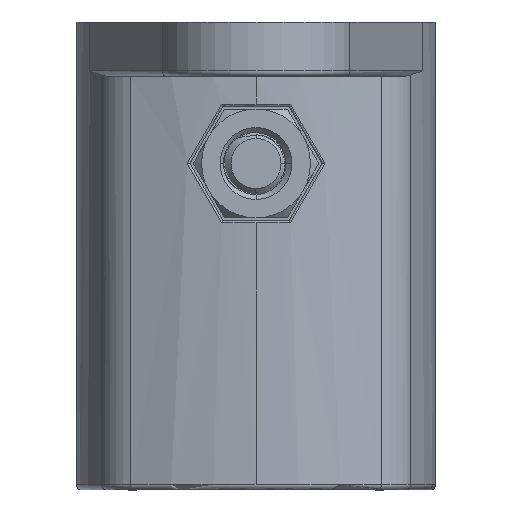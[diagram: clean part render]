
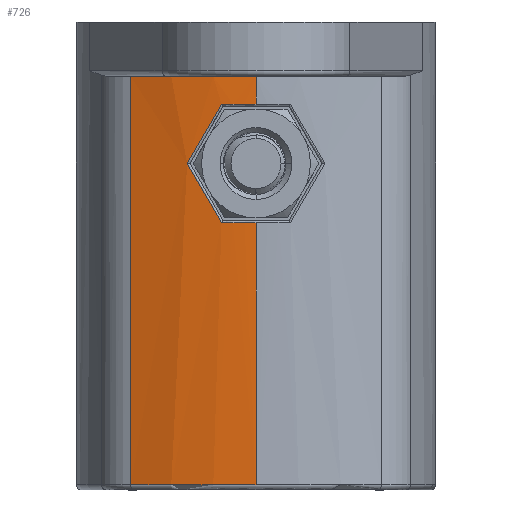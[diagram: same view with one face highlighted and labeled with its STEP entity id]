
A CAD part, left-side view. The second image highlights one B-rep face of the part: STEP entity #726.
In plain terms, the highlighted cylindrical face has radius 30 mm (diameter 60 mm), a partial arc.
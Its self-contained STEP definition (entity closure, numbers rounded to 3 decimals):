
#189 = EDGE_CURVE ( 'NONE', #16623, #9631, #3808, .T. ) ;
#258 = CIRCLE ( 'NONE', #2947, 30. ) ;
#426 = DIRECTION ( 'NONE',  ( 0., 0., -1. ) ) ;
#501 = ORIENTED_EDGE ( 'NONE', *, *, #9010, .F. ) ;
#710 = ORIENTED_EDGE ( 'NONE', *, *, #4086, .T. ) ;
#726 = ADVANCED_FACE ( 'NONE', ( #6971 ), #5798, .T. ) ;
#728 = CARTESIAN_POINT ( 'NONE',  ( 13.5, 0., 0. ) ) ;
#1155 = CARTESIAN_POINT ( 'NONE',  ( -16.332, 3.168, 35.45 ) ) ;
#1507 = VERTEX_POINT ( 'NONE', #16001 ) ;
#1822 = ORIENTED_EDGE ( 'NONE', *, *, #5167, .F. ) ;
#1970 = EDGE_LOOP ( 'NONE', ( #1822, #2058, #7806, #501, #7946, #9364, #2204, #13010, #710 ) ) ;
#2058 = ORIENTED_EDGE ( 'NONE', *, *, #12883, .T. ) ;
#2204 = ORIENTED_EDGE ( 'NONE', *, *, #13742, .T. ) ;
#2738 = DIRECTION ( 'NONE',  ( 0., 0., -1. ) ) ;
#2947 = AXIS2_PLACEMENT_3D ( 'NONE', #10832, #426, #14481 ) ;
#3154 = LINE ( 'NONE', #4577, #16000 ) ;
#3257 = DIRECTION ( 'NONE',  ( -1., 0., 0. ) ) ;
#3792 = CARTESIAN_POINT ( 'NONE',  ( -14.206, 11.506, 38. ) ) ;
#3808 = CIRCLE ( 'NONE', #15454, 30. ) ;
#3859 = CARTESIAN_POINT ( 'NONE',  ( -16.5, 0., 0. ) ) ;
#3993 = EDGE_CURVE ( 'NONE', #1507, #6458, #11385, .T. ) ;
#4086 = EDGE_CURVE ( 'NONE', #9631, #5268, #3154, .T. ) ;
#4333 = B_SPLINE_CURVE_WITH_KNOTS ( 'NONE', 3,
 ( #13818, #8481, #14923, #12638 ),
 .UNSPECIFIED., .F., .F.,
 ( 4, 4 ),
 ( 0., 1. ),
 .UNSPECIFIED. ) ;
#4577 = CARTESIAN_POINT ( 'NONE',  ( -14.206, 11.506, 38. ) ) ;
#5167 = EDGE_CURVE ( 'NONE', #11595, #5268, #7993, .T. ) ;
#5268 = VERTEX_POINT ( 'NONE', #15908 ) ;
#5561 = LINE ( 'NONE', #3859, #12241 ) ;
#5784 = CARTESIAN_POINT ( 'NONE',  ( -16.5, 0., 0.5 ) ) ;
#5798 = CYLINDRICAL_SURFACE ( 'NONE', #7612, 30. ) ;
#6458 = VERTEX_POINT ( 'NONE', #9501 ) ;
#6641 = CARTESIAN_POINT ( 'NONE',  ( -16.5, 0., 35.45 ) ) ;
#6889 = AXIS2_PLACEMENT_3D ( 'NONE', #14110, #13109, #7759 ) ;
#6918 = VERTEX_POINT ( 'NONE', #14046 ) ;
#6971 = FACE_OUTER_BOUND ( 'NONE', #1970, .T. ) ;
#7039 = AXIS2_PLACEMENT_3D ( 'NONE', #11804, #10699, #9256 ) ;
#7612 = AXIS2_PLACEMENT_3D ( 'NONE', #728, #8422, #3257 ) ;
#7759 = DIRECTION ( 'NONE',  ( -0.924, -0.384, 0. ) ) ;
#7806 = ORIENTED_EDGE ( 'NONE', *, *, #3993, .F. ) ;
#7825 = VERTEX_POINT ( 'NONE', #6641 ) ;
#7903 = DIRECTION ( 'NONE',  ( -0.924, -0.384, 0. ) ) ;
#7946 = ORIENTED_EDGE ( 'NONE', *, *, #13663, .T. ) ;
#7993 = CIRCLE ( 'NONE', #6889, 30. ) ;
#8144 = CARTESIAN_POINT ( 'NONE',  ( -16.5, 0., 0. ) ) ;
#8422 = DIRECTION ( 'NONE',  ( 0., 0., 1. ) ) ;
#8481 = CARTESIAN_POINT ( 'NONE',  ( -16.051, 5.282, 28.188 ) ) ;
#9010 = EDGE_CURVE ( 'NONE', #10892, #1507, #4333, .T. ) ;
#9030 = DIRECTION ( 'NONE',  ( 0., 0., 1. ) ) ;
#9256 = DIRECTION ( 'NONE',  ( -0.994, 0.106, 0. ) ) ;
#9364 = ORIENTED_EDGE ( 'NONE', *, *, #10953, .F. ) ;
#9409 = DIRECTION ( 'NONE',  ( 0., 0., 1. ) ) ;
#9501 = CARTESIAN_POINT ( 'NONE',  ( -16.5, 0., 24.55 ) ) ;
#9631 = VERTEX_POINT ( 'NONE', #3792 ) ;
#10135 = CARTESIAN_POINT ( 'NONE',  ( -16.207, 4.35, 33.416 ) ) ;
#10269 = CARTESIAN_POINT ( 'NONE',  ( -16.5, 0., 38. ) ) ;
#10677 = VECTOR ( 'NONE', #9409, 1000. ) ;
#10699 = DIRECTION ( 'NONE',  ( 0., 0., 1. ) ) ;
#10832 = CARTESIAN_POINT ( 'NONE',  ( 13.5, 0., 35.45 ) ) ;
#10892 = VERTEX_POINT ( 'NONE', #13908 ) ;
#10953 = EDGE_CURVE ( 'NONE', #7825, #6918, #258, .T. ) ;
#11385 = CIRCLE ( 'NONE', #7039, 30. ) ;
#11410 = CARTESIAN_POINT ( 'NONE',  ( -15.823, 6.335, 30. ) ) ;
#11595 = VERTEX_POINT ( 'NONE', #5784 ) ;
#11804 = CARTESIAN_POINT ( 'NONE',  ( 13.5, 0., 24.55 ) ) ;
#12241 = VECTOR ( 'NONE', #9030, 1000. ) ;
#12638 = CARTESIAN_POINT ( 'NONE',  ( -16.332, 3.168, 24.55 ) ) ;
#12883 = EDGE_CURVE ( 'NONE', #11595, #6458, #14748, .T. ) ;
#13010 = ORIENTED_EDGE ( 'NONE', *, *, #189, .T. ) ;
#13109 = DIRECTION ( 'NONE',  ( 0., 0., -1. ) ) ;
#13272 = B_SPLINE_CURVE_WITH_KNOTS ( 'NONE', 3,
 ( #11410, #16600, #10135, #1155 ),
 .UNSPECIFIED., .F., .F.,
 ( 4, 4 ),
 ( 0., 1. ),
 .UNSPECIFIED. ) ;
#13492 = DIRECTION ( 'NONE',  ( 0., 0., -1. ) ) ;
#13663 = EDGE_CURVE ( 'NONE', #10892, #6918, #13272, .T. ) ;
#13742 = EDGE_CURVE ( 'NONE', #7825, #16623, #5561, .T. ) ;
#13818 = CARTESIAN_POINT ( 'NONE',  ( -15.823, 6.335, 30. ) ) ;
#13908 = CARTESIAN_POINT ( 'NONE',  ( -15.823, 6.335, 30. ) ) ;
#14046 = CARTESIAN_POINT ( 'NONE',  ( -16.332, 3.168, 35.45 ) ) ;
#14110 = CARTESIAN_POINT ( 'NONE',  ( 13.5, 0., 0.5 ) ) ;
#14435 = CARTESIAN_POINT ( 'NONE',  ( 13.5, 0., 38. ) ) ;
#14481 = DIRECTION ( 'NONE',  ( -0.994, -0.106, 0. ) ) ;
#14748 = LINE ( 'NONE', #8144, #10677 ) ;
#14923 = CARTESIAN_POINT ( 'NONE',  ( -16.22, 4.226, 26.37 ) ) ;
#15454 = AXIS2_PLACEMENT_3D ( 'NONE', #14435, #2738, #7903 ) ;
#15908 = CARTESIAN_POINT ( 'NONE',  ( -14.206, 11.506, 0.5 ) ) ;
#16000 = VECTOR ( 'NONE', #13492, 1000. ) ;
#16001 = CARTESIAN_POINT ( 'NONE',  ( -16.332, 3.168, 24.55 ) ) ;
#16600 = CARTESIAN_POINT ( 'NONE',  ( -16.024, 5.406, 31.6 ) ) ;
#16623 = VERTEX_POINT ( 'NONE', #10269 ) ;
